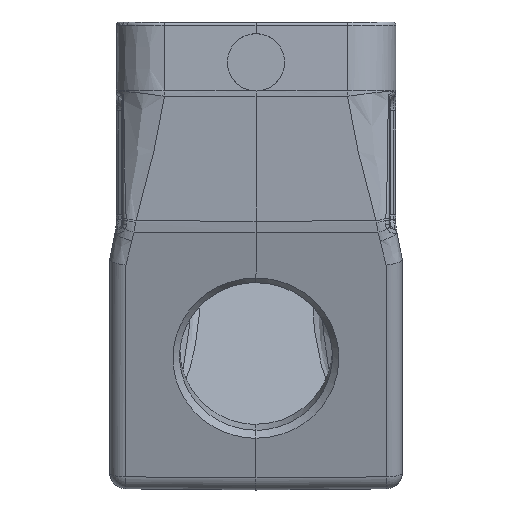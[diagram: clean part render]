
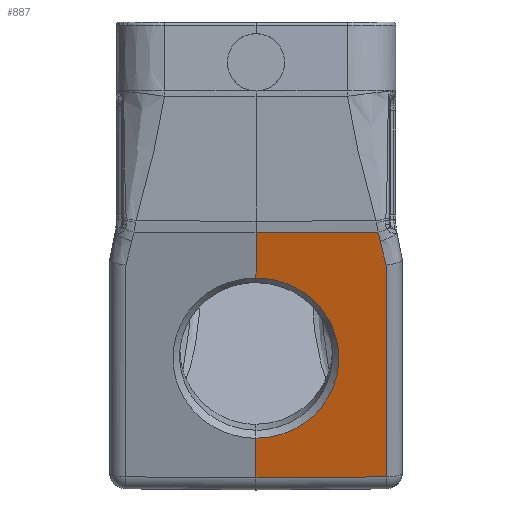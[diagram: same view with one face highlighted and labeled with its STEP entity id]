
A CAD part, left-side view. The second image highlights one B-rep face of the part: STEP entity #887.
In plain terms, the highlighted planar face has unit normal (-0.966, -0.009, -0.259).
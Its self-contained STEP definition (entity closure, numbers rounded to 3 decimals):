
#887=ADVANCED_FACE('',(#1846),#1563,.T.);
#1563=PLANE('',#11238);
#1846=FACE_OUTER_BOUND('',#2512,.T.);
#2512=EDGE_LOOP('',(#4826,#4827,#4828,#4829,#4830,#4831,#4832,#4833));
#3240=LINE('',#15154,#3990);
#3241=LINE('',#15156,#3991);
#3242=LINE('',#15158,#3992);
#3243=LINE('',#15166,#3993);
#3244=LINE('',#15168,#3994);
#3990=VECTOR('',#12179,1.);
#3991=VECTOR('',#12182,1.);
#3992=VECTOR('',#12183,1.);
#3993=VECTOR('',#12184,1.);
#3994=VECTOR('',#12185,1.);
#4826=ORIENTED_EDGE('',*,*,#9076,.T.);
#4827=ORIENTED_EDGE('',*,*,#9075,.F.);
#4828=ORIENTED_EDGE('',*,*,#9077,.T.);
#4829=ORIENTED_EDGE('',*,*,#9052,.F.);
#4830=ORIENTED_EDGE('',*,*,#9078,.F.);
#4831=ORIENTED_EDGE('',*,*,#9079,.F.);
#4832=ORIENTED_EDGE('',*,*,#9080,.T.);
#4833=ORIENTED_EDGE('',*,*,#9081,.F.);
#8047=VERTEX_POINT('',#15049);
#8048=VERTEX_POINT('',#15060);
#8065=VERTEX_POINT('',#15151);
#8066=VERTEX_POINT('',#15153);
#8067=VERTEX_POINT('',#15157);
#8068=VERTEX_POINT('',#15165);
#8069=VERTEX_POINT('',#15167);
#8070=VERTEX_POINT('',#15169);
#9052=EDGE_CURVE('',#8047,#8048,#10678,.T.);
#9075=EDGE_CURVE('',#8066,#8065,#3240,.T.);
#9076=EDGE_CURVE('',#8067,#8065,#3241,.T.);
#9077=EDGE_CURVE('',#8066,#8048,#3242,.T.);
#9078=EDGE_CURVE('',#8068,#8047,#10683,.T.);
#9079=EDGE_CURVE('',#8069,#8068,#3243,.T.);
#9080=EDGE_CURVE('',#8069,#8070,#3244,.T.);
#9081=EDGE_CURVE('',#8067,#8070,#10684,.T.);
#10678=B_SPLINE_CURVE_WITH_KNOTS('',3,(#15050,#15051,#15052,#15053,#15054,
#15055,#15056,#15057,#15058,#15059),.UNSPECIFIED.,.F.,.F.,(4,2,2,2,4),(0.,
0.5,0.625,0.75,1.),.UNSPECIFIED.);
#10683=B_SPLINE_CURVE_WITH_KNOTS('',3,(#15159,#15160,#15161,#15162,#15163,
#15164),.UNSPECIFIED.,.F.,.F.,(4,1,1,4),(0.,0.333,0.667,
1.),.UNSPECIFIED.);
#10684=B_SPLINE_CURVE_WITH_KNOTS('',3,(#15170,#15171,#15172,#15173,#15174,
#15175,#15176,#15177,#15178,#15179,#15180,#15181,#15182,#15183,#15184,#15185,
#15186,#15187,#15188,#15189,#15190,#15191,#15192,#15193,#15194,#15195,#15196,
#15197,#15198,#15199,#15200,#15201,#15202,#15203,#15204),.UNSPECIFIED.,
 .F.,.F.,(4,2,2,2,2,2,2,2,2,2,2,2,2,2,2,1,2,4),(0.,0.125,0.188,
0.219,0.234,0.25,0.375,
0.438,0.469,0.484,0.5,
0.75,0.875,0.938,0.969,0.984,0.992,1.),
 .UNSPECIFIED.);
#11238=AXIS2_PLACEMENT_3D('',#15205,#12186,#12187);
#12179=DIRECTION('',(-0.007,1.,-0.009));
#12182=DIRECTION('',(0.259,0.,-0.966));
#12183=DIRECTION('',(-0.259,0.,0.966));
#12184=DIRECTION('',(0.009,-1.,0.002));
#12185=DIRECTION('',(0.259,0.,-0.966));
#12186=DIRECTION('',(-0.966,-0.009,-0.259));
#12187=DIRECTION('',(-0.259,0.,0.966));
#15049=CARTESIAN_POINT('',(-34.05,-19.115,-33.678));
#15050=CARTESIAN_POINT('',(-34.05,-19.115,-33.678));
#15051=CARTESIAN_POINT('',(-33.901,-19.285,-34.227));
#15052=CARTESIAN_POINT('',(-33.732,-19.458,-34.852));
#15053=CARTESIAN_POINT('',(-33.521,-19.648,-35.634));
#15054=CARTESIAN_POINT('',(-33.479,-19.685,-35.791));
#15055=CARTESIAN_POINT('',(-33.394,-19.757,-36.104));
#15056=CARTESIAN_POINT('',(-33.365,-19.781,-36.212));
#15057=CARTESIAN_POINT('',(-33.199,-19.913,-36.829));
#15058=CARTESIAN_POINT('',(-33.111,-19.977,-37.156));
#15059=CARTESIAN_POINT('',(-33.046,-20.022,-37.395));
#15060=CARTESIAN_POINT('',(-33.046,-20.022,-37.395));
#15151=CARTESIAN_POINT('',(-24.451,0.,-70.147));
#15153=CARTESIAN_POINT('',(-24.317,-20.022,-69.972));
#15154=CARTESIAN_POINT('',(-24.317,-20.022,-69.972));
#15156=CARTESIAN_POINT('',(-26.09,0.,-64.031));
#15157=CARTESIAN_POINT('',(-26.09,0.,-64.031));
#15158=CARTESIAN_POINT('',(-24.317,-20.022,-69.972));
#15159=CARTESIAN_POINT('',(-34.418,-18.767,-32.316));
#15160=CARTESIAN_POINT('',(-34.382,-18.803,-32.451));
#15161=CARTESIAN_POINT('',(-34.306,-18.871,-32.732));
#15162=CARTESIAN_POINT('',(-34.178,-18.982,-33.204));
#15163=CARTESIAN_POINT('',(-34.093,-19.067,-33.519));
#15164=CARTESIAN_POINT('',(-34.05,-19.115,-33.678));
#15165=CARTESIAN_POINT('',(-34.418,-18.767,-32.316));
#15166=CARTESIAN_POINT('',(-34.58,0.,-32.345));
#15167=CARTESIAN_POINT('',(-34.58,0.,-32.345));
#15168=CARTESIAN_POINT('',(-34.58,0.,-32.345));
#15169=CARTESIAN_POINT('',(-32.69,0.,-39.399));
#15170=CARTESIAN_POINT('',(-26.09,0.,-64.031));
#15171=CARTESIAN_POINT('',(-26.077,-1.656,-64.03));
#15172=CARTESIAN_POINT('',(-26.148,-3.31,-63.713));
#15173=CARTESIAN_POINT('',(-26.372,-5.605,-62.8));
#15174=CARTESIAN_POINT('',(-26.466,-6.34,-62.424));
#15175=CARTESIAN_POINT('',(-26.633,-7.374,-61.762));
#15176=CARTESIAN_POINT('',(-26.693,-7.707,-61.525));
#15177=CARTESIAN_POINT('',(-26.789,-8.188,-61.147));
#15178=CARTESIAN_POINT('',(-26.823,-8.345,-61.017));
#15179=CARTESIAN_POINT('',(-26.891,-8.653,-60.751));
#15180=CARTESIAN_POINT('',(-26.935,-8.839,-60.58));
#15181=CARTESIAN_POINT('',(-27.179,-9.838,-59.626));
#15182=CARTESIAN_POINT('',(-27.473,-10.764,-58.498));
#15183=CARTESIAN_POINT('',(-28.054,-11.861,-56.297));
#15184=CARTESIAN_POINT('',(-28.27,-12.175,-55.48));
#15185=CARTESIAN_POINT('',(-28.627,-12.512,-54.14));
#15186=CARTESIAN_POINT('',(-28.751,-12.601,-53.674));
#15187=CARTESIAN_POINT('',(-28.944,-12.694,-52.95));
#15188=CARTESIAN_POINT('',(-29.01,-12.718,-52.705));
#15189=CARTESIAN_POINT('',(-29.143,-12.75,-52.206));
#15190=CARTESIAN_POINT('',(-29.224,-12.759,-51.903));
#15191=CARTESIAN_POINT('',(-30.163,-12.762,-48.397));
#15192=CARTESIAN_POINT('',(-31.023,-11.363,-45.234));
#15193=CARTESIAN_POINT('',(-31.965,-7.834,-41.843));
#15194=CARTESIAN_POINT('',(-32.22,-6.425,-40.937));
#15195=CARTESIAN_POINT('',(-32.486,-4.12,-40.02));
#15196=CARTESIAN_POINT('',(-32.556,-3.32,-39.787));
#15197=CARTESIAN_POINT('',(-32.629,-2.095,-39.554));
#15198=CARTESIAN_POINT('',(-32.649,-1.683,-39.496));
#15199=CARTESIAN_POINT('',(-32.67,-1.061,-39.438));
#15200=CARTESIAN_POINT('',(-32.679,-0.75,-39.416));
#15201=CARTESIAN_POINT('',(-32.685,-0.437,-39.405));
#15202=CARTESIAN_POINT('',(-32.688,-0.229,-39.4));
#15203=CARTESIAN_POINT('',(-32.689,-0.154,-39.399));
#15204=CARTESIAN_POINT('',(-32.69,0.,-39.4));
#15205=CARTESIAN_POINT('',(-23.955,0.,-72.));
